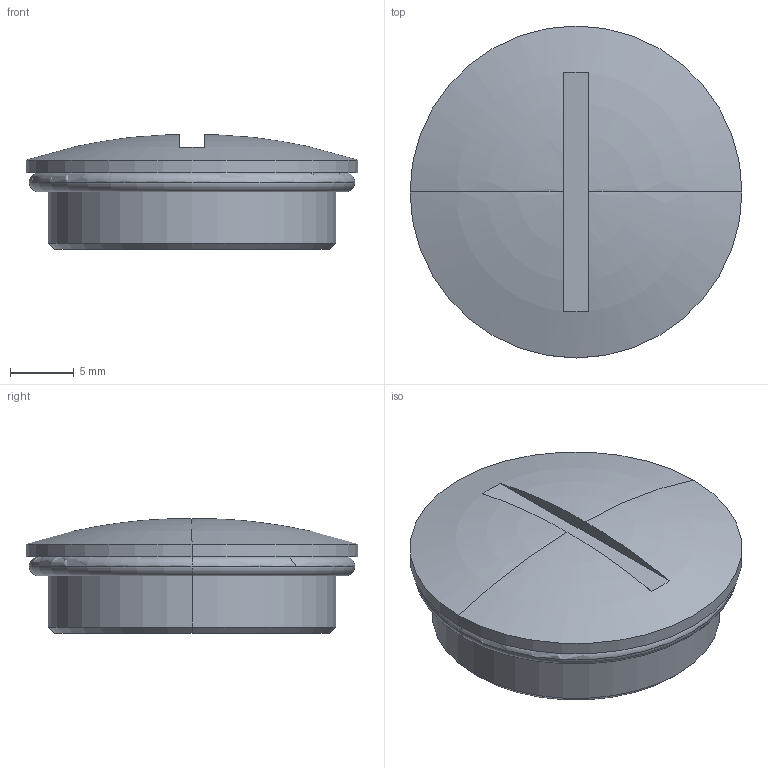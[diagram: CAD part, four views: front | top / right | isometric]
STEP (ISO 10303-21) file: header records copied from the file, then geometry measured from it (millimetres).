
FILE_DESCRIPTION(('CATIA V5R24 STEP','CAx-IF Rec.Pracs.--- Model Styling and Organization---1.2---2011-12-15'),'2;1');
FILE_NAME ('D1445838_0_0295000000_0295000000.stp','2018-03-21T10:29:21+00:00',('none'),('Weidmueller'),'CATIA Version 5-6 Release 2014 SP4 HF52','CATIA V5 STEP AP214','none');
FILE_SCHEMA(('AUTOMOTIVE_DESIGN { 1 0 10303 214 1 1 1 1 }'));
Length unit declared in the file: millimetre
Products named in the file (1): 0295000000_VP_16-MS65
Bounding box: 26 x 26 x 9 mm (x, y, z)
Volume: 1951.9 mm3; surface area: 2289 mm2
Topology: 2 solids, 2 shells, 25 faces, 52 edges, 32 vertices
Faces by surface type: cylinder 8, torus 8, plane 7, cone 2
Entity records: 923 total; most frequent: CARTESIAN_POINT 364, ORIENTED_EDGE 104, DIRECTION 84, AXIS2_PLACEMENT_3D 53, EDGE_CURVE 52, CIRCLE 32, VERTEX_POINT 32, EDGE_LOOP 28
